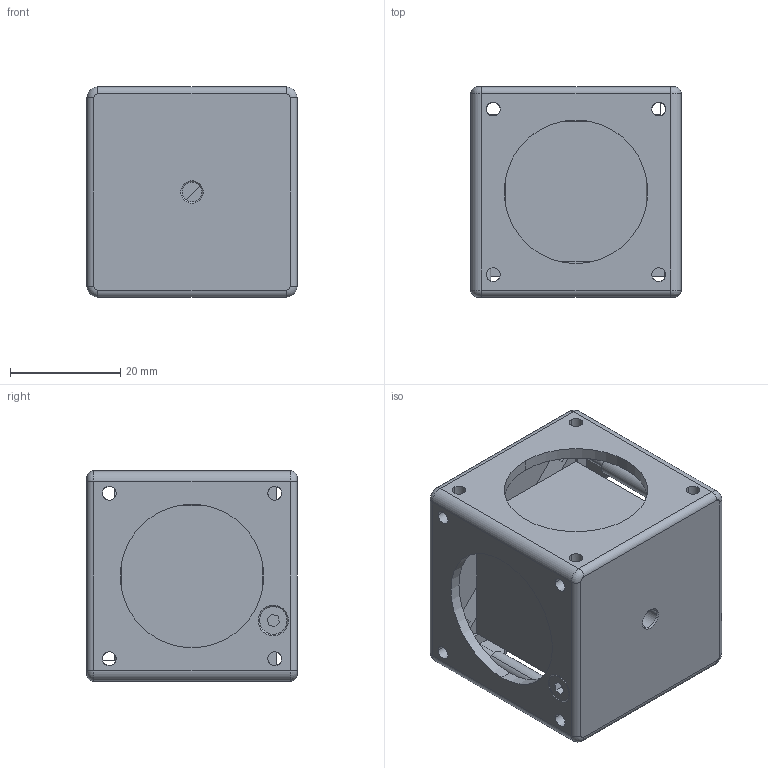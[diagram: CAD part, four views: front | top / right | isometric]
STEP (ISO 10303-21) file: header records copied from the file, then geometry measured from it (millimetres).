
FILE_DESCRIPTION (( 'STEP AP203' ), '1' );
FILE_NAME ('530039(1).STEP', '2025-06-30T07:07:29', ( '' ), ( '' ), 'SwSTEP 2.0', 'SolidWorks 2020', '' );
FILE_SCHEMA (( 'CONFIG_CONTROL_DESIGN' ));
Length unit declared in the file: millimetre
Products named in the file (1): 530039(1)
Bounding box: 38.1 x 38.1 x 38.1 mm (x, y, z)
Surface area: 16015.6 mm2 (no closed solid volume)
Topology: 0 solids, 12 shells, 163 faces, 611 edges, 434 vertices
Faces by surface type: cylinder 76, plane 63, cone 10, torus 8, bspline 6
Entity records: 9322 total; most frequent: CARTESIAN_POINT 4356, DIRECTION 949, ORIENTED_EDGE 936, EDGE_CURVE 611, VERTEX_POINT 434, AXIS2_PLACEMENT_3D 320, VECTOR 309, LINE 309
